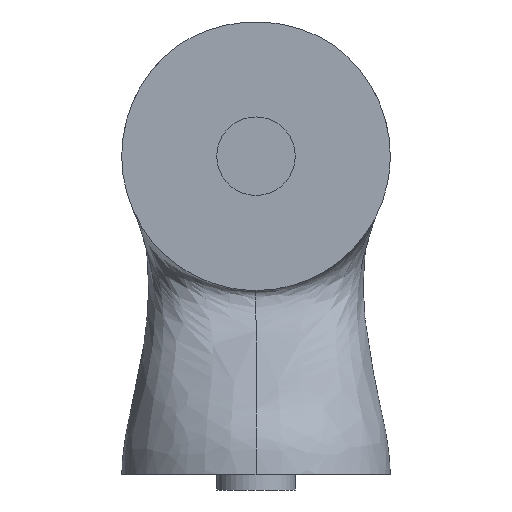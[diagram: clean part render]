
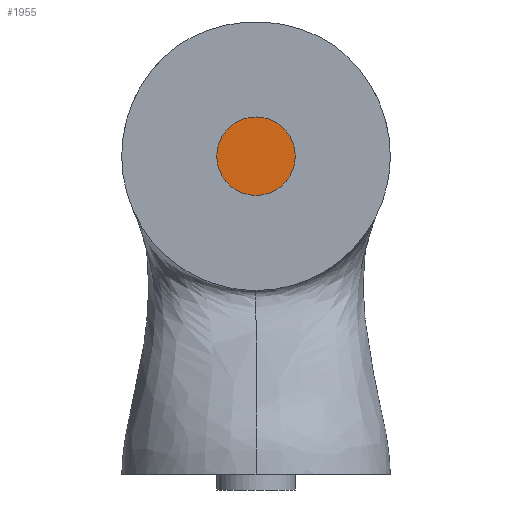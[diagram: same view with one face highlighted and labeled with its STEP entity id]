
A CAD part, front view. The second image highlights one B-rep face of the part: STEP entity #1955.
In plain terms, the highlighted planar face has unit normal (0, -1, 0).
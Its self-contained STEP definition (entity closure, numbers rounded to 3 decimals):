
#94 = DIRECTION ( 'NONE',  ( 0., 0., -1. ) ) ;
#98 = VERTEX_POINT ( 'NONE', #1751 ) ;
#115 = CARTESIAN_POINT ( 'NONE',  ( 0., 10., 212.5 ) ) ;
#254 = ORIENTED_EDGE ( 'NONE', *, *, #475, .T. ) ;
#265 = FACE_OUTER_BOUND ( 'NONE', #2078, .T. ) ;
#332 = PLANE ( 'NONE',  #2053 ) ;
#366 = DIRECTION ( 'NONE',  ( 0., -1., 0. ) ) ;
#475 = EDGE_CURVE ( 'NONE', #3205, #98, #1017, .T. ) ;
#1017 = CIRCLE ( 'NONE', #1381, 25. ) ;
#1268 = EDGE_CURVE ( 'NONE', #98, #3205, #1495, .T. ) ;
#1381 = AXIS2_PLACEMENT_3D ( 'NONE', #115, #366, #94 ) ;
#1385 = CARTESIAN_POINT ( 'NONE',  ( 0., 10., 187.5 ) ) ;
#1495 = CIRCLE ( 'NONE', #2251, 25. ) ;
#1711 = DIRECTION ( 'NONE',  ( 0., 1., 0. ) ) ;
#1751 = CARTESIAN_POINT ( 'NONE',  ( 0., 10., 237.5 ) ) ;
#1796 = CARTESIAN_POINT ( 'NONE',  ( 0., 10., 212.5 ) ) ;
#1955 = ADVANCED_FACE ( 'NONE', ( #265 ), #332, .F. ) ;
#1964 = DIRECTION ( 'NONE',  ( 0., 0., -1. ) ) ;
#2053 = AXIS2_PLACEMENT_3D ( 'NONE', #1796, #1711, #1964 ) ;
#2078 = EDGE_LOOP ( 'NONE', ( #254, #2085 ) ) ;
#2085 = ORIENTED_EDGE ( 'NONE', *, *, #1268, .T. ) ;
#2251 = AXIS2_PLACEMENT_3D ( 'NONE', #2918, #3135, #3153 ) ;
#2918 = CARTESIAN_POINT ( 'NONE',  ( 0., 10., 212.5 ) ) ;
#3135 = DIRECTION ( 'NONE',  ( 0., -1., 0. ) ) ;
#3153 = DIRECTION ( 'NONE',  ( 0., 0., -1. ) ) ;
#3205 = VERTEX_POINT ( 'NONE', #1385 ) ;
